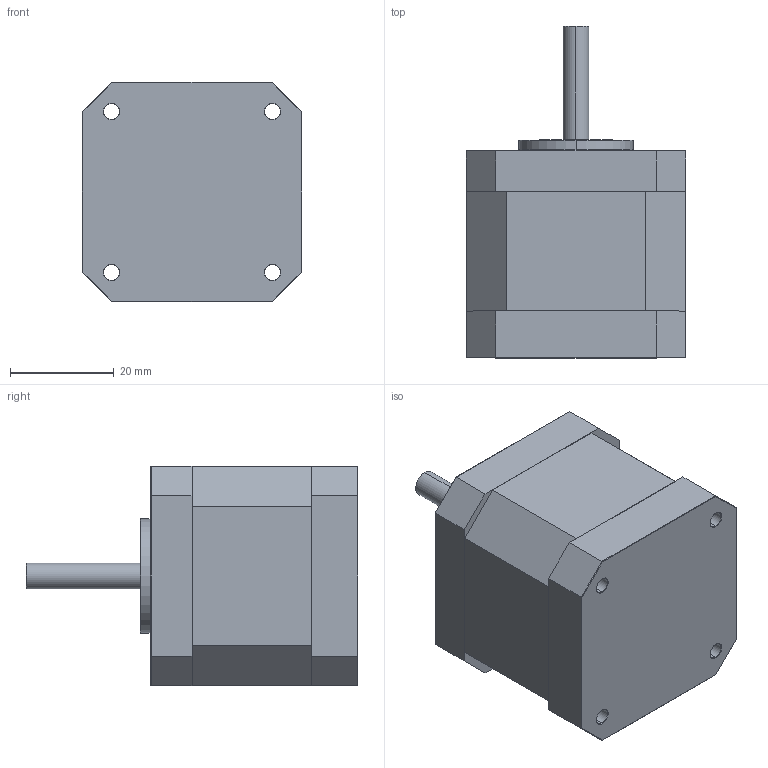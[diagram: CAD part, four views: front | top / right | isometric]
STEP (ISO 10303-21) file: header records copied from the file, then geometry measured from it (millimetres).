
FILE_DESCRIPTION (( 'STEP AP203' ), '1' );
FILE_NAME ('nema_17_steppermotor.step', '2016-03-08T04:34:36', ( '' ), ( '' ), 'SwSTEP 2.0', 'SolidWorks 2015', '' );
FILE_SCHEMA (( 'CONFIG_CONTROL_DESIGN' ));
Length unit declared in the file: millimetre
Products named in the file (1): nema_17_steppermotor
Bounding box: 42.3 x 64 x 42.3 mm (x, y, z)
Volume: 67432.2 mm3; surface area: 11731.9 mm2
Topology: 2 solids, 2 shells, 86 faces, 194 edges, 116 vertices
Faces by surface type: plane 48, cone 24, cylinder 14
Entity records: 2441 total; most frequent: DIRECTION 420, CARTESIAN_POINT 397, ORIENTED_EDGE 388, EDGE_CURVE 194, LINE 142, VECTOR 142, AXIS2_PLACEMENT_3D 139, VERTEX_POINT 116
